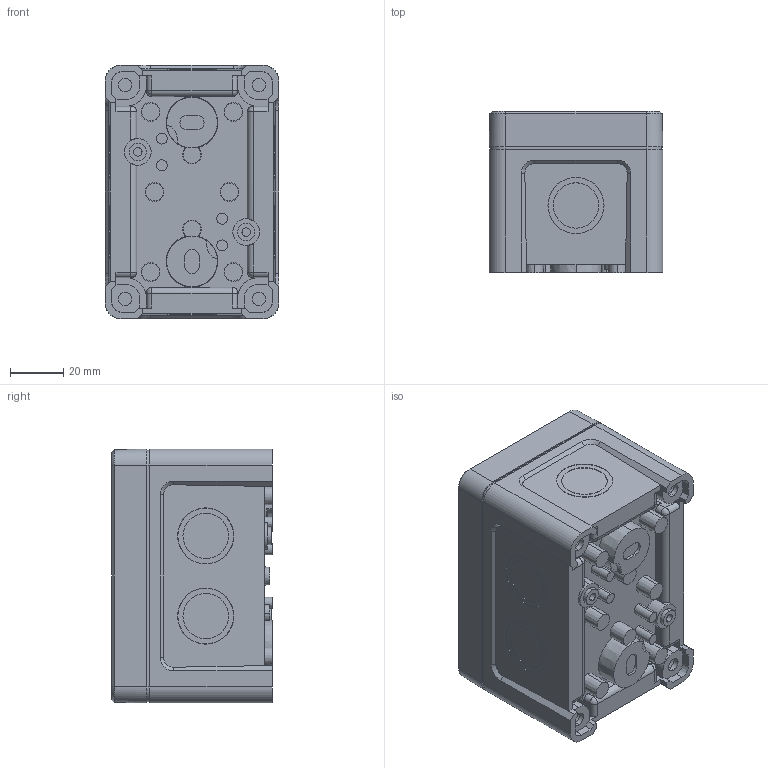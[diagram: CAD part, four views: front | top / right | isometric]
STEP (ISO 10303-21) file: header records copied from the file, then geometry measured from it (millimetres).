
FILE_DESCRIPTION (( 'STEP AP214' ), '1' );
FILE_NAME ('5814020_FIBOX_TEMPO_TAM_090706.STEP', '2023-02-23T11:27:46', ( '' ), ( '' ), 'SwSTEP 2.0', 'SolidWorks 2021', '' );
FILE_SCHEMA (( 'AUTOMOTIVE_DESIGN' ));
Length unit declared in the file: millimetre
Products named in the file (4): 5814020_FIBOX_TEMPO_TAM_090706; FIBOX_MNXSS14551H; FIBOX_TAM_0907B; FIBOX TEMPO 0907 Cover
Assembly tree (6 placements, depth 2):
  5814020_FIBOX_TEMPO_TAM_090706
    FIBOX_TAM_0907B
    FIBOX TEMPO 0907 Cover
    FIBOX_MNXSS14551H  x4
Bounding box: 65 x 60.25 x 95 mm (x, y, z)
Volume: 99472 mm3; surface area: 76093.6 mm2
Topology: 6 solids, 6 shells, 629 faces, 1545 edges, 990 vertices
Faces by surface type: plane 330, cylinder 195, cone 72, bspline 20, torus 12
Entity records: 16823 total; most frequent: CARTESIAN_POINT 3777, DIRECTION 2731, ORIENTED_EDGE 2666, EDGE_CURVE 1333, AXIS2_PLACEMENT_3D 992, VERTEX_POINT 858, LINE 747, VECTOR 747
